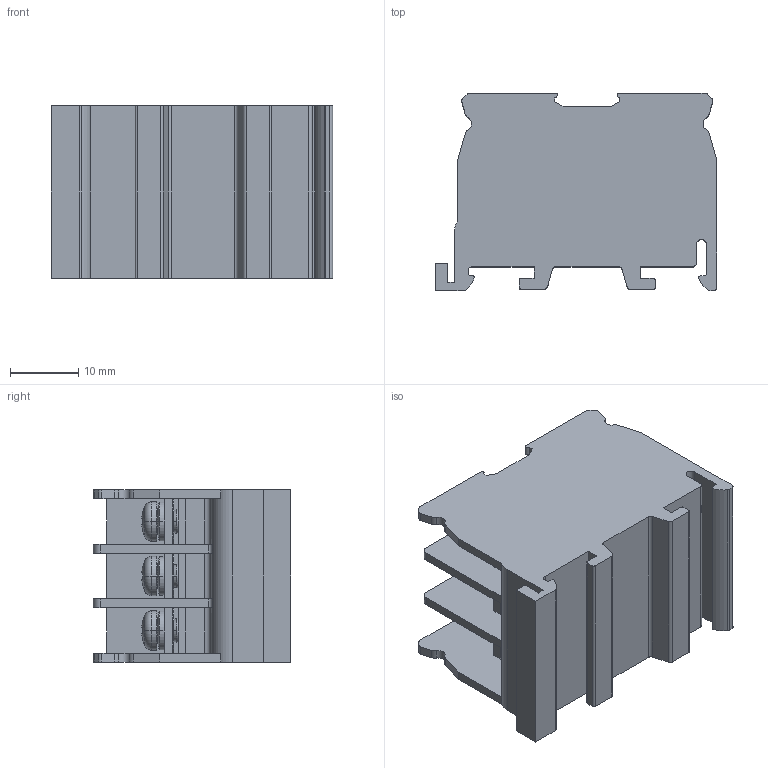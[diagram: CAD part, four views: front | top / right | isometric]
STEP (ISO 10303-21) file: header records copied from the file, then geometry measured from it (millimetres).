
FILE_DESCRIPTION((''),'2;1');
FILE_NAME('ASM0001_ASM','2024-07-04T',('dell'),(''),'PRO/ENGINEER BY PARAMETRIC TECHNOLOGY CORPORATION, 2013230','PRO/ENGINEER BY PARAMETRIC TECHNOLOGY CORPORATION, 2013230','');
FILE_SCHEMA(('AUTOMOTIVE_DESIGN { 1 0 10303 214 1 1 1 1 }'));
Length unit declared in the file: millimetre
Products named in the file (1): ASM0001_ASM
Bounding box: 41.3 x 29 x 25.3 mm (x, y, z)
Volume: 16420.3 mm3; surface area: 9983.9 mm2
Topology: 1 solids, 1 shells, 437 faces, 1213 edges, 790 vertices
Faces by surface type: plane 237, cylinder 128, bspline 36, cone 24, torus 12
Entity records: 15215 total; most frequent: CARTESIAN_POINT 3912, ORIENTED_EDGE 2426, DIRECTION 2293, EDGE_CURVE 1213, AXIS2_PLACEMENT_3D 793, VERTEX_POINT 790, VECTOR 707, LINE 707
